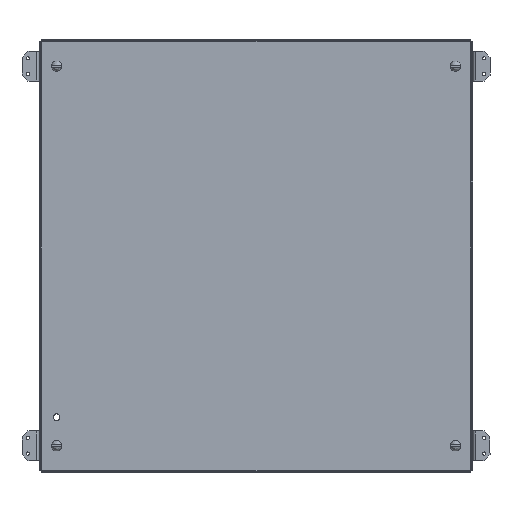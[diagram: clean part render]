
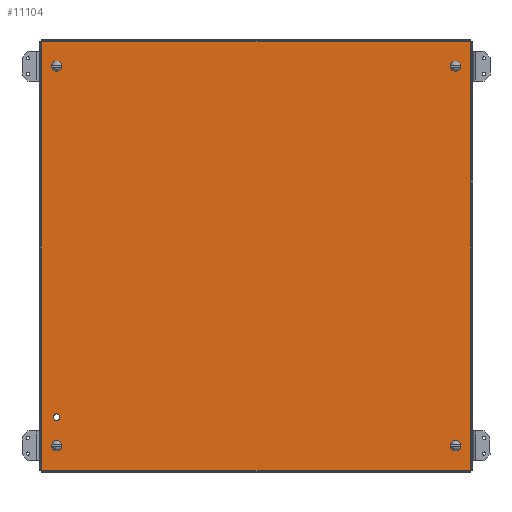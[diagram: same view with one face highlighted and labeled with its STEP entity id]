
A CAD part, top view. The second image highlights one B-rep face of the part: STEP entity #11104.
In plain terms, the highlighted planar face has unit normal (0, 0, 1).
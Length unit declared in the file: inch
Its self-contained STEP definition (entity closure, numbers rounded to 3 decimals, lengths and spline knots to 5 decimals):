
#39 = CIRCLE ( 'NONE', #15559, 0.203 ) ;
#129 = LINE ( 'NONE', #6099, #14763 ) ;
#450 = DIRECTION ( 'NONE',  ( 0., 0., -1. ) ) ;
#862 = EDGE_CURVE ( 'NONE', #12367, #16534, #129, .T. ) ;
#952 = EDGE_LOOP ( 'NONE', ( #8730 ) ) ;
#1248 = DIRECTION ( 'NONE',  ( -1., 0., 0. ) ) ;
#1403 = DIRECTION ( 'NONE',  ( -1., 0., 0. ) ) ;
#1662 = AXIS2_PLACEMENT_3D ( 'NONE', #19167, #16109, #2235 ) ;
#1700 = CIRCLE ( 'NONE', #14653, 0.1405 ) ;
#1794 = EDGE_LOOP ( 'NONE', ( #16141 ) ) ;
#2010 = CARTESIAN_POINT ( 'NONE',  ( -8.60925, 8., -0.28532 ) ) ;
#2223 = EDGE_CURVE ( 'NONE', #13381, #11754, #18520, .T. ) ;
#2235 = DIRECTION ( 'NONE',  ( -1., 0., 0. ) ) ;
#2524 = FACE_BOUND ( 'NONE', #11380, .T. ) ;
#2794 = CARTESIAN_POINT ( 'NONE',  ( 9.03538, 9.03538, -0.28532 ) ) ;
#2914 = CARTESIAN_POINT ( 'NONE',  ( -8.40625, -6.7967, -0.28532 ) ) ;
#3083 = ORIENTED_EDGE ( 'NONE', *, *, #18291, .T. ) ;
#4170 = EDGE_CURVE ( 'NONE', #16534, #13381, #13656, .T. ) ;
#4278 = AXIS2_PLACEMENT_3D ( 'NONE', #16847, #18468, #1248 ) ;
#4621 = CARTESIAN_POINT ( 'NONE',  ( 0., -9.03538, -0.28532 ) ) ;
#4710 = EDGE_CURVE ( 'NONE', #5246, #5246, #11456, .T. ) ;
#4972 = ORIENTED_EDGE ( 'NONE', *, *, #4170, .T. ) ;
#5246 = VERTEX_POINT ( 'NONE', #2010 ) ;
#6099 = CARTESIAN_POINT ( 'NONE',  ( 0., 9.03538, -0.28532 ) ) ;
#6756 = CARTESIAN_POINT ( 'NONE',  ( 8.20325, 8., -0.28532 ) ) ;
#6866 = VERTEX_POINT ( 'NONE', #6756 ) ;
#6897 = ORIENTED_EDGE ( 'NONE', *, *, #9718, .T. ) ;
#7648 = CARTESIAN_POINT ( 'NONE',  ( 0., 0., -0.28532 ) ) ;
#8485 = CARTESIAN_POINT ( 'NONE',  ( -8.54675, -6.7967, -0.28532 ) ) ;
#8598 = EDGE_LOOP ( 'NONE', ( #3083 ) ) ;
#8730 = ORIENTED_EDGE ( 'NONE', *, *, #9368, .T. ) ;
#9368 = EDGE_CURVE ( 'NONE', #17521, #17521, #19172, .T. ) ;
#9558 = DIRECTION ( 'NONE',  ( -1., 0., 0. ) ) ;
#9593 = VERTEX_POINT ( 'NONE', #8485 ) ;
#9718 = EDGE_CURVE ( 'NONE', #9593, #9593, #1700, .T. ) ;
#9798 = ORIENTED_EDGE ( 'NONE', *, *, #2223, .T. ) ;
#9806 = CARTESIAN_POINT ( 'NONE',  ( 8.20325, -8., -0.28532 ) ) ;
#10075 = EDGE_LOOP ( 'NONE', ( #6897 ) ) ;
#10127 = EDGE_CURVE ( 'NONE', #6866, #6866, #39, .T. ) ;
#10224 = FACE_BOUND ( 'NONE', #1794, .T. ) ;
#10290 = ORIENTED_EDGE ( 'NONE', *, *, #4710, .T. ) ;
#10513 = VERTEX_POINT ( 'NONE', #12033 ) ;
#10707 = DIRECTION ( 'NONE',  ( 0., 0., -1. ) ) ;
#10807 = DIRECTION ( 'NONE',  ( 1., 0., 0. ) ) ;
#10977 = DIRECTION ( 'NONE',  ( 0., 0., -1. ) ) ;
#11078 = CARTESIAN_POINT ( 'NONE',  ( 8.40625, 8., -0.28532 ) ) ;
#11104 = ADVANCED_FACE ( 'NONE', ( #16416, #10224, #12853, #2524, #19040, #11327 ), #17530, .T. ) ;
#11220 = CARTESIAN_POINT ( 'NONE',  ( -9.03538, -9.03538, -0.28532 ) ) ;
#11327 = FACE_OUTER_BOUND ( 'NONE', #18655, .T. ) ;
#11380 = EDGE_LOOP ( 'NONE', ( #10290 ) ) ;
#11456 = CIRCLE ( 'NONE', #17323, 0.203 ) ;
#11754 = VERTEX_POINT ( 'NONE', #12783 ) ;
#12033 = CARTESIAN_POINT ( 'NONE',  ( -8.60925, -8., -0.28532 ) ) ;
#12048 = VECTOR ( 'NONE', #17585, 39.37008 ) ;
#12135 = CARTESIAN_POINT ( 'NONE',  ( -9.03538, 0., -0.28532 ) ) ;
#12315 = AXIS2_PLACEMENT_3D ( 'NONE', #7648, #18312, #16883 ) ;
#12367 = VERTEX_POINT ( 'NONE', #2794 ) ;
#12483 = DIRECTION ( 'NONE',  ( -1., 0., 0. ) ) ;
#12783 = CARTESIAN_POINT ( 'NONE',  ( 9.03538, -9.03538, -0.28532 ) ) ;
#12853 = FACE_BOUND ( 'NONE', #10075, .T. ) ;
#12894 = LINE ( 'NONE', #17268, #12048 ) ;
#13381 = VERTEX_POINT ( 'NONE', #11220 ) ;
#13656 = LINE ( 'NONE', #12135, #18267 ) ;
#14323 = CARTESIAN_POINT ( 'NONE',  ( -8.40625, 8., -0.28532 ) ) ;
#14324 = DIRECTION ( 'NONE',  ( -1., 0., 0. ) ) ;
#14613 = CIRCLE ( 'NONE', #1662, 0.203 ) ;
#14653 = AXIS2_PLACEMENT_3D ( 'NONE', #2914, #10707, #1403 ) ;
#14763 = VECTOR ( 'NONE', #12483, 39.37008 ) ;
#15559 = AXIS2_PLACEMENT_3D ( 'NONE', #11078, #10977, #14324 ) ;
#16109 = DIRECTION ( 'NONE',  ( 0., 0., -1. ) ) ;
#16141 = ORIENTED_EDGE ( 'NONE', *, *, #10127, .T. ) ;
#16214 = CARTESIAN_POINT ( 'NONE',  ( -9.03538, 9.03538, -0.28532 ) ) ;
#16416 = FACE_BOUND ( 'NONE', #952, .T. ) ;
#16534 = VERTEX_POINT ( 'NONE', #16214 ) ;
#16780 = ORIENTED_EDGE ( 'NONE', *, *, #18943, .T. ) ;
#16847 = CARTESIAN_POINT ( 'NONE',  ( 8.40625, -8., -0.28532 ) ) ;
#16883 = DIRECTION ( 'NONE',  ( 1., 0., 0. ) ) ;
#17068 = VECTOR ( 'NONE', #10807, 39.37008 ) ;
#17268 = CARTESIAN_POINT ( 'NONE',  ( 9.03538, 0., -0.28532 ) ) ;
#17323 = AXIS2_PLACEMENT_3D ( 'NONE', #14323, #450, #9558 ) ;
#17521 = VERTEX_POINT ( 'NONE', #9806 ) ;
#17530 = PLANE ( 'NONE',  #12315 ) ;
#17585 = DIRECTION ( 'NONE',  ( 0., 1., 0. ) ) ;
#18267 = VECTOR ( 'NONE', #19749, 39.37008 ) ;
#18291 = EDGE_CURVE ( 'NONE', #10513, #10513, #14613, .T. ) ;
#18312 = DIRECTION ( 'NONE',  ( 0., 0., 1. ) ) ;
#18468 = DIRECTION ( 'NONE',  ( 0., 0., -1. ) ) ;
#18520 = LINE ( 'NONE', #4621, #17068 ) ;
#18655 = EDGE_LOOP ( 'NONE', ( #19707, #4972, #9798, #16780 ) ) ;
#18943 = EDGE_CURVE ( 'NONE', #11754, #12367, #12894, .T. ) ;
#19040 = FACE_BOUND ( 'NONE', #8598, .T. ) ;
#19167 = CARTESIAN_POINT ( 'NONE',  ( -8.40625, -8., -0.28532 ) ) ;
#19172 = CIRCLE ( 'NONE', #4278, 0.203 ) ;
#19707 = ORIENTED_EDGE ( 'NONE', *, *, #862, .T. ) ;
#19749 = DIRECTION ( 'NONE',  ( 0., -1., 0. ) ) ;
